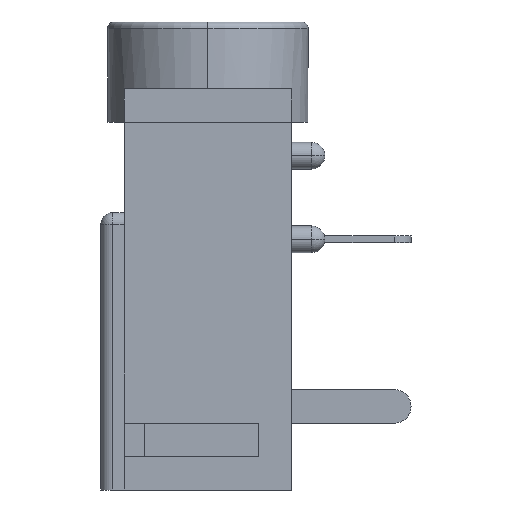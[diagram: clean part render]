
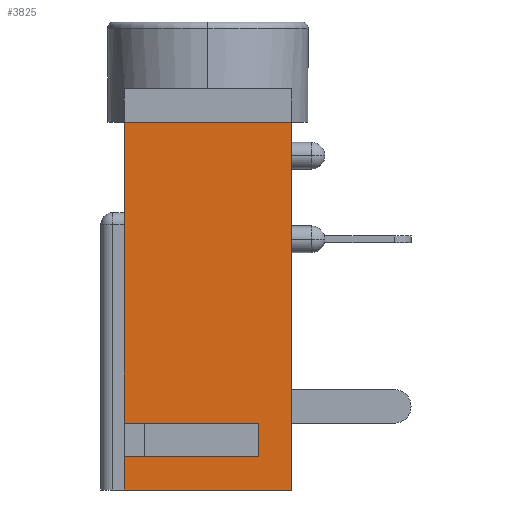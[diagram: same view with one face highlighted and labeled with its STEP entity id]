
A CAD part, left-side view. The second image highlights one B-rep face of the part: STEP entity #3825.
In plain terms, the highlighted planar face has unit normal (-1, 0, 0).
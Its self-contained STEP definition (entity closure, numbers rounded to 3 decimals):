
#344=DIRECTION('',(0.,-1.,0.));
#345=VECTOR('',#344,5.);
#346=CARTESIAN_POINT('',(-6.,5.,-11.));
#347=LINE('',#346,#345);
#549=DIRECTION('',(0.,0.,1.));
#550=VECTOR('',#549,1.);
#551=CARTESIAN_POINT('',(-6.,1.,-10.));
#552=LINE('',#551,#550);
#553=DIRECTION('',(0.,-1.,0.));
#554=VECTOR('',#553,4.);
#555=CARTESIAN_POINT('',(-6.,5.,-9.));
#556=LINE('',#555,#554);
#557=DIRECTION('',(0.,0.,-1.));
#558=VECTOR('',#557,9.);
#559=CARTESIAN_POINT('',(-6.,5.,0.));
#560=LINE('',#559,#558);
#561=DIRECTION('',(0.,0.,-1.));
#562=VECTOR('',#561,1.);
#563=CARTESIAN_POINT('',(-6.,5.,-10.));
#564=LINE('',#563,#562);
#565=DIRECTION('',(0.,-1.,0.));
#566=VECTOR('',#565,4.);
#567=CARTESIAN_POINT('',(-6.,5.,-10.));
#568=LINE('',#567,#566);
#1500=DIRECTION('',(0.,0.,-1.));
#1501=VECTOR('',#1500,11.);
#1502=CARTESIAN_POINT('',(-6.,0.,0.));
#1503=LINE('',#1502,#1501);
#1839=DIRECTION('',(0.,-1.,0.));
#1840=VECTOR('',#1839,5.);
#1841=CARTESIAN_POINT('',(-6.,5.,0.));
#1842=LINE('',#1841,#1840);
#2361=CARTESIAN_POINT('',(-6.,5.,0.));
#2362=CARTESIAN_POINT('',(-6.,0.,0.));
#2363=VERTEX_POINT('',#2361);
#2364=VERTEX_POINT('',#2362);
#2369=CARTESIAN_POINT('',(-6.,5.,-11.));
#2370=CARTESIAN_POINT('',(-6.,0.,-11.));
#2371=VERTEX_POINT('',#2369);
#2372=VERTEX_POINT('',#2370);
#2559=CARTESIAN_POINT('',(-6.,5.,-9.));
#2561=VERTEX_POINT('',#2559);
#2565=CARTESIAN_POINT('',(-6.,5.,-10.));
#2566=VERTEX_POINT('',#2565);
#2567=CARTESIAN_POINT('',(-6.,1.,-10.));
#2568=CARTESIAN_POINT('',(-6.,1.,-9.));
#2569=VERTEX_POINT('',#2567);
#2570=VERTEX_POINT('',#2568);
#3806=CARTESIAN_POINT('',(-6.,5.,0.));
#3807=DIRECTION('',(-1.,0.,0.));
#3808=DIRECTION('',(0.,-1.,0.));
#3809=AXIS2_PLACEMENT_3D('',#3806,#3807,#3808);
#3810=PLANE('',#3809);
#3811=ORIENTED_EDGE('',*,*,#3721,.T.);
#3812=ORIENTED_EDGE('',*,*,#3770,.F.);
#3814=ORIENTED_EDGE('',*,*,#3813,.F.);
#3816=ORIENTED_EDGE('',*,*,#3815,.T.);
#3818=ORIENTED_EDGE('',*,*,#3817,.T.);
#3819=ORIENTED_EDGE('',*,*,#3474,.F.);
#3821=ORIENTED_EDGE('',*,*,#3820,.F.);
#3822=ORIENTED_EDGE('',*,*,#3797,.T.);
#3823=EDGE_LOOP('',(#3811,#3812,#3814,#3816,#3818,#3819,#3821,#3822));
#3824=FACE_OUTER_BOUND('',#3823,.F.);
#3474=EDGE_CURVE('',#2371,#2372,#347,.T.);
#3721=EDGE_CURVE('',#2569,#2570,#552,.T.);
#3770=EDGE_CURVE('',#2561,#2570,#556,.T.);
#3797=EDGE_CURVE('',#2566,#2569,#568,.T.);
#3813=EDGE_CURVE('',#2363,#2561,#560,.T.);
#3815=EDGE_CURVE('',#2363,#2364,#1842,.T.);
#3817=EDGE_CURVE('',#2364,#2372,#1503,.T.);
#3820=EDGE_CURVE('',#2566,#2371,#564,.T.);
#3825=ADVANCED_FACE('',(#3824),#3810,.T.);
